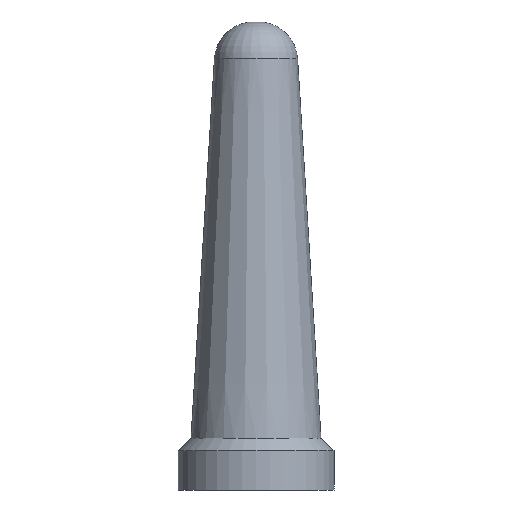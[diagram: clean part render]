
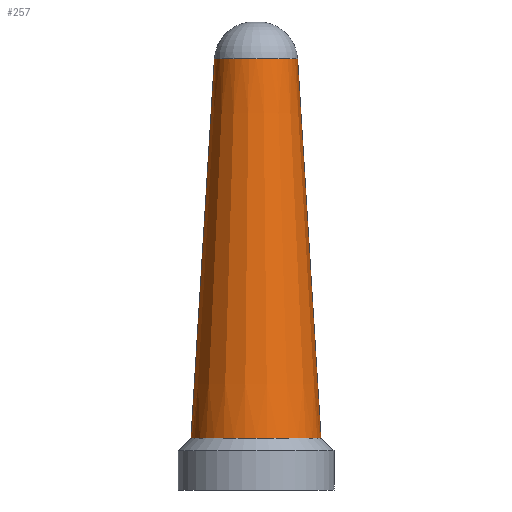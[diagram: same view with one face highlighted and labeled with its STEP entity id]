
A CAD part, front view. The second image highlights one B-rep face of the part: STEP entity #257.
In plain terms, the highlighted conical face has half-angle 3.529 degrees and reference radius 0.203 mm.
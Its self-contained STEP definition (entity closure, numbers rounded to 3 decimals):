
#10 = CARTESIAN_POINT ( 'NONE',  ( 0., 0., 2.107 ) ) ;
#17 = DIRECTION ( 'NONE',  ( 0., 0., 1. ) ) ;
#24 = DIRECTION ( 'NONE',  ( 1., 0., 0. ) ) ;
#31 = LINE ( 'NONE', #208, #338 ) ;
#52 = EDGE_CURVE ( 'NONE', #527, #137, #337, .T. ) ;
#80 = CARTESIAN_POINT ( 'NONE',  ( -0.318, 0., 0.254 ) ) ;
#91 = EDGE_LOOP ( 'NONE', ( #100, #364, #531, #195 ) ) ;
#100 = ORIENTED_EDGE ( 'NONE', *, *, #495, .F. ) ;
#112 = DIRECTION ( 'NONE',  ( 0., 0., 1. ) ) ;
#129 = CARTESIAN_POINT ( 'NONE',  ( -0.203, 0., 2.107 ) ) ;
#137 = VERTEX_POINT ( 'NONE', #469 ) ;
#195 = ORIENTED_EDGE ( 'NONE', *, *, #52, .T. ) ;
#208 = CARTESIAN_POINT ( 'NONE',  ( -0.203, 0., 2.107 ) ) ;
#209 = EDGE_CURVE ( 'NONE', #357, #332, #515, .T. ) ;
#231 = VECTOR ( 'NONE', #426, 1000. ) ;
#257 = ADVANCED_FACE ( 'NONE', ( #466 ), #542, .T. ) ;
#264 = AXIS2_PLACEMENT_3D ( 'NONE', #10, #436, #490 ) ;
#281 = LINE ( 'NONE', #484, #231 ) ;
#332 = VERTEX_POINT ( 'NONE', #451 ) ;
#333 = CARTESIAN_POINT ( 'NONE',  ( 0., 0., 0.254 ) ) ;
#337 = CIRCLE ( 'NONE', #513, 0.318 ) ;
#338 = VECTOR ( 'NONE', #392, 1000. ) ;
#357 = VERTEX_POINT ( 'NONE', #129 ) ;
#364 = ORIENTED_EDGE ( 'NONE', *, *, #209, .F. ) ;
#383 = AXIS2_PLACEMENT_3D ( 'NONE', #563, #17, #474 ) ;
#392 = DIRECTION ( 'NONE',  ( -0.062, 0., -0.998 ) ) ;
#426 = DIRECTION ( 'NONE',  ( 0.062, 0., -0.998 ) ) ;
#436 = DIRECTION ( 'NONE',  ( 0., 0., -1. ) ) ;
#451 = CARTESIAN_POINT ( 'NONE',  ( 0.203, 0., 2.107 ) ) ;
#466 = FACE_OUTER_BOUND ( 'NONE', #91, .T. ) ;
#469 = CARTESIAN_POINT ( 'NONE',  ( 0.318, 0., 0.254 ) ) ;
#474 = DIRECTION ( 'NONE',  ( 1., 0., 0. ) ) ;
#484 = CARTESIAN_POINT ( 'NONE',  ( 0.203, 0., 2.107 ) ) ;
#490 = DIRECTION ( 'NONE',  ( -1., 0., 0. ) ) ;
#495 = EDGE_CURVE ( 'NONE', #332, #137, #281, .T. ) ;
#513 = AXIS2_PLACEMENT_3D ( 'NONE', #333, #112, #24 ) ;
#515 = CIRCLE ( 'NONE', #383, 0.203 ) ;
#527 = VERTEX_POINT ( 'NONE', #80 ) ;
#531 = ORIENTED_EDGE ( 'NONE', *, *, #581, .T. ) ;
#542 = CONICAL_SURFACE ( 'NONE', #264, 0.203, 0.062 ) ;
#563 = CARTESIAN_POINT ( 'NONE',  ( 0., 0., 2.107 ) ) ;
#581 = EDGE_CURVE ( 'NONE', #357, #527, #31, .T. ) ;
